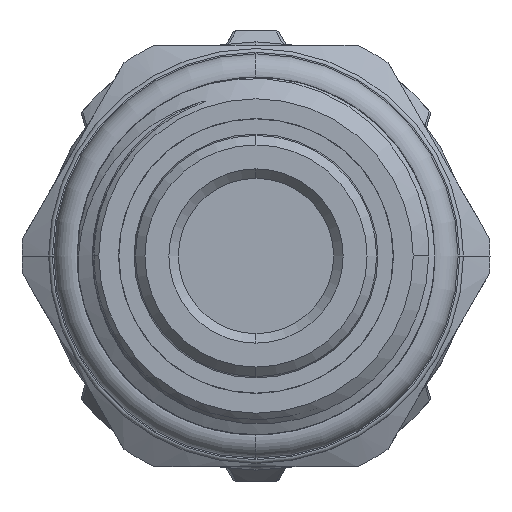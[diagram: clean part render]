
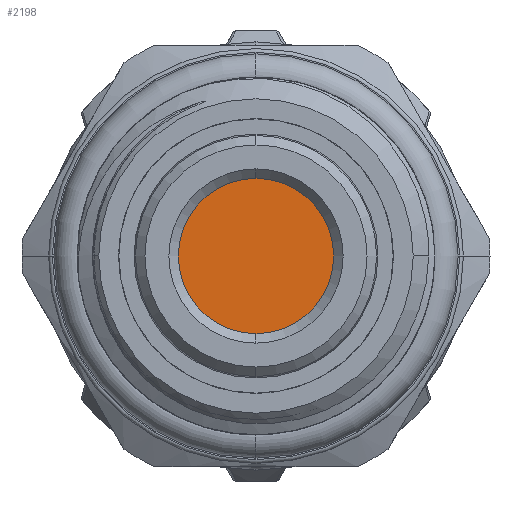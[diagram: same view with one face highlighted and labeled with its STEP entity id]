
A CAD part, left-side view. The second image highlights one B-rep face of the part: STEP entity #2198.
In plain terms, the highlighted planar face has unit normal (-1, 0, 0).
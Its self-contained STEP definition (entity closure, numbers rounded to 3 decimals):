
#410 = DIRECTION ( 'NONE',  ( -1., 0., 0. ) ) ;
#883 = EDGE_LOOP ( 'NONE', ( #3108, #10948 ) ) ;
#964 = CIRCLE ( 'NONE', #8629, 4.09 ) ;
#1204 = VERTEX_POINT ( 'NONE', #9503 ) ;
#2198 = ADVANCED_FACE ( 'NONE', ( #7977 ), #12993, .F. ) ;
#2300 = VERTEX_POINT ( 'NONE', #3967 ) ;
#3108 = ORIENTED_EDGE ( 'NONE', *, *, #8765, .T. ) ;
#3591 = DIRECTION ( 'NONE',  ( 0., 0., -1. ) ) ;
#3967 = CARTESIAN_POINT ( 'NONE',  ( 4.527, 0., -4.09 ) ) ;
#4864 = AXIS2_PLACEMENT_3D ( 'NONE', #9693, #6743, #6690 ) ;
#5713 = DIRECTION ( 'NONE',  ( -1., 0., 0. ) ) ;
#5778 = EDGE_CURVE ( 'NONE', #2300, #1204, #7787, .T. ) ;
#6512 = CARTESIAN_POINT ( 'NONE',  ( 4.527, 0., 0. ) ) ;
#6690 = DIRECTION ( 'NONE',  ( 0., 0., -1. ) ) ;
#6743 = DIRECTION ( 'NONE',  ( 1., 0., 0. ) ) ;
#7787 = CIRCLE ( 'NONE', #11189, 4.09 ) ;
#7977 = FACE_OUTER_BOUND ( 'NONE', #883, .T. ) ;
#8629 = AXIS2_PLACEMENT_3D ( 'NONE', #11862, #5713, #3591 ) ;
#8681 = DIRECTION ( 'NONE',  ( 0., 0., -1. ) ) ;
#8765 = EDGE_CURVE ( 'NONE', #1204, #2300, #964, .T. ) ;
#9503 = CARTESIAN_POINT ( 'NONE',  ( 4.527, 0., 4.09 ) ) ;
#9693 = CARTESIAN_POINT ( 'NONE',  ( 4.527, 0., 0. ) ) ;
#10948 = ORIENTED_EDGE ( 'NONE', *, *, #5778, .T. ) ;
#11189 = AXIS2_PLACEMENT_3D ( 'NONE', #6512, #410, #8681 ) ;
#11862 = CARTESIAN_POINT ( 'NONE',  ( 4.527, 0., 0. ) ) ;
#12993 = PLANE ( 'NONE',  #4864 ) ;
